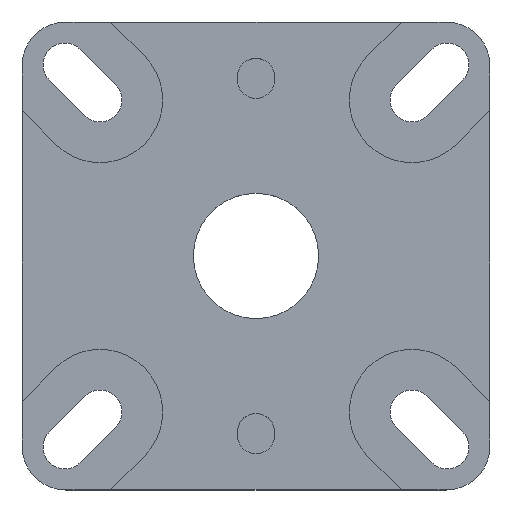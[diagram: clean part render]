
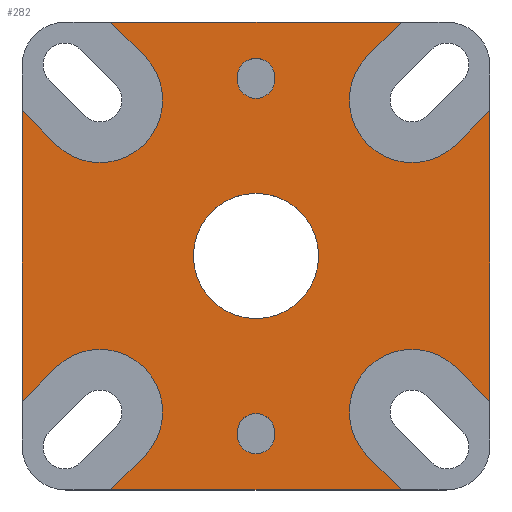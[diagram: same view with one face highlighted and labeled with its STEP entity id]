
A CAD part, top view. The second image highlights one B-rep face of the part: STEP entity #282.
In plain terms, the highlighted planar face has unit normal (0, 0, 1).
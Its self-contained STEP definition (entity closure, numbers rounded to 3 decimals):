
#282=ADVANCED_FACE('',(#477,#478,#479,#480),#372,.T.);
#372=PLANE('',#2644);
#477=FACE_BOUND('',#573,.T.);
#478=FACE_BOUND('',#574,.T.);
#479=FACE_BOUND('',#575,.T.);
#480=FACE_BOUND('',#576,.T.);
#573=EDGE_LOOP('',(#1167));
#574=EDGE_LOOP('',(#1168,#1169,#1170,#1171));
#575=EDGE_LOOP('',(#1172,#1173,#1174,#1175,#1176,#1177,#1178,#1179,#1180,
#1181,#1182,#1183,#1184,#1185,#1186,#1187));
#576=EDGE_LOOP('',(#1188,#1189,#1190,#1191));
#634=CIRCLE('',#2520,10.);
#648=CIRCLE('',#2541,3.);
#650=CIRCLE('',#2544,3.);
#680=CIRCLE('',#2628,3.);
#682=CIRCLE('',#2632,3.);
#684=CIRCLE('',#2640,10.);
#685=CIRCLE('',#2641,10.);
#686=CIRCLE('',#2642,10.);
#687=CIRCLE('',#2643,10.);
#1167=ORIENTED_EDGE('',*,*,#1691,.T.);
#1168=ORIENTED_EDGE('',*,*,#1915,.T.);
#1169=ORIENTED_EDGE('',*,*,#1743,.F.);
#1170=ORIENTED_EDGE('',*,*,#1737,.F.);
#1171=ORIENTED_EDGE('',*,*,#1741,.F.);
#1172=ORIENTED_EDGE('',*,*,#1921,.T.);
#1173=ORIENTED_EDGE('',*,*,#1848,.F.);
#1174=ORIENTED_EDGE('',*,*,#1922,.T.);
#1175=ORIENTED_EDGE('',*,*,#1923,.T.);
#1176=ORIENTED_EDGE('',*,*,#1924,.T.);
#1177=ORIENTED_EDGE('',*,*,#1842,.F.);
#1178=ORIENTED_EDGE('',*,*,#1925,.T.);
#1179=ORIENTED_EDGE('',*,*,#1926,.T.);
#1180=ORIENTED_EDGE('',*,*,#1927,.T.);
#1181=ORIENTED_EDGE('',*,*,#1713,.T.);
#1182=ORIENTED_EDGE('',*,*,#1918,.T.);
#1183=ORIENTED_EDGE('',*,*,#1928,.T.);
#1184=ORIENTED_EDGE('',*,*,#1919,.T.);
#1185=ORIENTED_EDGE('',*,*,#1722,.T.);
#1186=ORIENTED_EDGE('',*,*,#1929,.T.);
#1187=ORIENTED_EDGE('',*,*,#1930,.T.);
#1188=ORIENTED_EDGE('',*,*,#1903,.T.);
#1189=ORIENTED_EDGE('',*,*,#1907,.T.);
#1190=ORIENTED_EDGE('',*,*,#1910,.T.);
#1191=ORIENTED_EDGE('',*,*,#1913,.T.);
#1453=VERTEX_POINT('',#3458);
#1475=VERTEX_POINT('',#3505);
#1476=VERTEX_POINT('',#3506);
#1483=VERTEX_POINT('',#3522);
#1484=VERTEX_POINT('',#3524);
#1495=VERTEX_POINT('',#3551);
#1497=VERTEX_POINT('',#3554);
#1499=VERTEX_POINT('',#3560);
#1501=VERTEX_POINT('',#3566);
#1588=VERTEX_POINT('',#4447);
#1589=VERTEX_POINT('',#4448);
#1591=VERTEX_POINT('',#4458);
#1592=VERTEX_POINT('',#4459);
#1599=VERTEX_POINT('',#4773);
#1600=VERTEX_POINT('',#4774);
#1603=VERTEX_POINT('',#4782);
#1605=VERTEX_POINT('',#4788);
#1607=VERTEX_POINT('',#4802);
#1608=VERTEX_POINT('',#4806);
#1609=VERTEX_POINT('',#4810);
#1610=VERTEX_POINT('',#4812);
#1611=VERTEX_POINT('',#4814);
#1612=VERTEX_POINT('',#4817);
#1613=VERTEX_POINT('',#4819);
#1614=VERTEX_POINT('',#4823);
#1691=EDGE_CURVE('',#1453,#1453,#634,.T.);
#1713=EDGE_CURVE('',#1475,#1476,#2048,.T.);
#1722=EDGE_CURVE('',#1484,#1483,#2057,.T.);
#1737=EDGE_CURVE('',#1495,#1497,#2068,.T.);
#1741=EDGE_CURVE('',#1499,#1495,#648,.T.);
#1743=EDGE_CURVE('',#1497,#1501,#650,.T.);
#1842=EDGE_CURVE('',#1588,#1589,#2100,.T.);
#1848=EDGE_CURVE('',#1591,#1592,#2106,.T.);
#1903=EDGE_CURVE('',#1599,#1600,#2154,.T.);
#1907=EDGE_CURVE('',#1600,#1603,#680,.T.);
#1910=EDGE_CURVE('',#1603,#1605,#2159,.T.);
#1913=EDGE_CURVE('',#1605,#1599,#682,.T.);
#1915=EDGE_CURVE('',#1499,#1501,#2162,.T.);
#1918=EDGE_CURVE('',#1476,#1607,#2165,.T.);
#1919=EDGE_CURVE('',#1608,#1484,#2166,.T.);
#1921=EDGE_CURVE('',#1609,#1592,#2168,.T.);
#1922=EDGE_CURVE('',#1591,#1610,#2169,.T.);
#1923=EDGE_CURVE('',#1610,#1611,#684,.T.);
#1924=EDGE_CURVE('',#1611,#1589,#2170,.T.);
#1925=EDGE_CURVE('',#1588,#1612,#2171,.T.);
#1926=EDGE_CURVE('',#1612,#1613,#685,.T.);
#1927=EDGE_CURVE('',#1613,#1475,#2172,.T.);
#1928=EDGE_CURVE('',#1607,#1608,#686,.T.);
#1929=EDGE_CURVE('',#1483,#1614,#2173,.T.);
#1930=EDGE_CURVE('',#1614,#1609,#687,.T.);
#2048=LINE('',#3504,#2282);
#2057=LINE('',#3523,#2291);
#2068=LINE('',#3553,#2302);
#2100=LINE('',#4446,#2334);
#2106=LINE('',#4457,#2340);
#2154=LINE('',#4772,#2388);
#2159=LINE('',#4787,#2393);
#2162=LINE('',#4797,#2396);
#2165=LINE('',#4803,#2399);
#2166=LINE('',#4805,#2400);
#2168=LINE('',#4809,#2402);
#2169=LINE('',#4811,#2403);
#2170=LINE('',#4815,#2404);
#2171=LINE('',#4816,#2405);
#2172=LINE('',#4820,#2406);
#2173=LINE('',#4822,#2407);
#2282=VECTOR('',#2794,1.);
#2291=VECTOR('',#2805,1.);
#2302=VECTOR('',#2828,1.);
#2334=VECTOR('',#2928,1.);
#2340=VECTOR('',#2938,1.);
#2388=VECTOR('',#3088,1.);
#2393=VECTOR('',#3101,1.);
#2396=VECTOR('',#3114,1.);
#2399=VECTOR('',#3121,1.);
#2400=VECTOR('',#3124,1.);
#2402=VECTOR('',#3128,1.);
#2403=VECTOR('',#3129,1.);
#2404=VECTOR('',#3132,1.);
#2405=VECTOR('',#3133,1.);
#2406=VECTOR('',#3136,1.);
#2407=VECTOR('',#3139,1.);
#2520=AXIS2_PLACEMENT_3D('',#3457,#2756,#2757);
#2541=AXIS2_PLACEMENT_3D('',#3562,#2834,#2835);
#2544=AXIS2_PLACEMENT_3D('',#3565,#2840,#2841);
#2628=AXIS2_PLACEMENT_3D('',#4781,#3094,#3095);
#2632=AXIS2_PLACEMENT_3D('',#4793,#3106,#3107);
#2640=AXIS2_PLACEMENT_3D('',#4813,#3130,#3131);
#2641=AXIS2_PLACEMENT_3D('',#4818,#3134,#3135);
#2642=AXIS2_PLACEMENT_3D('',#4821,#3137,#3138);
#2643=AXIS2_PLACEMENT_3D('',#4824,#3140,#3141);
#2644=AXIS2_PLACEMENT_3D('',#4825,#3142,#3143);
#2756=DIRECTION('',(0.,0.,-1.));
#2757=DIRECTION('',(0.,1.,0.));
#2794=DIRECTION('',(0.,-1.,0.));
#2805=DIRECTION('',(1.,0.,0.));
#2828=DIRECTION('',(0.,-1.,0.));
#2834=DIRECTION('',(0.,0.,1.));
#2835=DIRECTION('',(0.,-1.,0.));
#2840=DIRECTION('',(0.,0.,1.));
#2841=DIRECTION('',(0.,-1.,0.));
#2928=DIRECTION('',(1.,0.,0.));
#2938=DIRECTION('',(0.,-1.,0.));
#3088=DIRECTION('',(0.,-1.,0.));
#3094=DIRECTION('',(0.,0.,-1.));
#3095=DIRECTION('',(0.,1.,0.));
#3101=DIRECTION('',(0.,1.,0.));
#3106=DIRECTION('',(0.,0.,-1.));
#3107=DIRECTION('',(0.,1.,0.));
#3114=DIRECTION('',(0.,-1.,0.));
#3121=DIRECTION('',(0.707,0.707,0.));
#3124=DIRECTION('',(-0.707,-0.707,0.));
#3128=DIRECTION('',(0.707,-0.707,0.));
#3129=DIRECTION('',(-0.707,-0.707,0.));
#3130=DIRECTION('',(0.,0.,-1.));
#3131=DIRECTION('',(-1.,0.,0.));
#3132=DIRECTION('',(0.707,0.707,0.));
#3133=DIRECTION('',(0.707,-0.707,0.));
#3134=DIRECTION('',(0.,0.,-1.));
#3135=DIRECTION('',(0.,-1.,0.));
#3136=DIRECTION('',(-0.707,0.707,0.));
#3137=DIRECTION('',(0.,0.,-1.));
#3138=DIRECTION('',(1.,0.,0.));
#3139=DIRECTION('',(-0.707,0.707,0.));
#3140=DIRECTION('',(0.,0.,-1.));
#3141=DIRECTION('',(0.,1.,0.));
#3142=DIRECTION('',(0.,0.,1.));
#3143=DIRECTION('',(0.,-1.,0.));
#3457=CARTESIAN_POINT('',(0.,0.,38.5));
#3458=CARTESIAN_POINT('',(0.,10.,38.5));
#3504=CARTESIAN_POINT('',(-37.35,-30.35,38.5));
#3505=CARTESIAN_POINT('',(-37.35,23.208,38.5));
#3506=CARTESIAN_POINT('',(-37.35,-23.208,38.5));
#3522=CARTESIAN_POINT('',(23.208,-37.35,38.5));
#3523=CARTESIAN_POINT('',(0.,-37.35,38.5));
#3524=CARTESIAN_POINT('',(-23.208,-37.35,38.5));
#3551=CARTESIAN_POINT('',(-3.,-28.15,38.5));
#3553=CARTESIAN_POINT('',(-3.,-28.55,38.5));
#3554=CARTESIAN_POINT('',(-3.,-28.55,38.5));
#3560=CARTESIAN_POINT('',(3.,-28.15,38.5));
#3562=CARTESIAN_POINT('',(0.,-28.15,38.5));
#3565=CARTESIAN_POINT('',(0.,-28.55,38.5));
#3566=CARTESIAN_POINT('',(3.,-28.55,38.5));
#4446=CARTESIAN_POINT('',(-30.35,37.35,38.5));
#4447=CARTESIAN_POINT('',(-23.208,37.35,38.5));
#4448=CARTESIAN_POINT('',(23.208,37.35,38.5));
#4457=CARTESIAN_POINT('',(37.35,0.,38.5));
#4458=CARTESIAN_POINT('',(37.35,23.208,38.5));
#4459=CARTESIAN_POINT('',(37.35,-23.208,38.5));
#4772=CARTESIAN_POINT('',(3.,28.55,38.5));
#4773=CARTESIAN_POINT('',(3.,28.55,38.5));
#4774=CARTESIAN_POINT('',(3.,28.15,38.5));
#4781=CARTESIAN_POINT('',(0.,28.15,38.5));
#4782=CARTESIAN_POINT('',(-3.,28.15,38.5));
#4787=CARTESIAN_POINT('',(-3.,28.15,38.5));
#4788=CARTESIAN_POINT('',(-3.,28.55,38.5));
#4793=CARTESIAN_POINT('',(0.,28.55,38.5));
#4797=CARTESIAN_POINT('',(3.,-28.15,38.5));
#4802=CARTESIAN_POINT('',(-31.971,-17.829,38.5));
#4803=CARTESIAN_POINT('',(-31.971,-17.829,38.5));
#4805=CARTESIAN_POINT('',(-45.858,-60.,38.5));
#4806=CARTESIAN_POINT('',(-17.829,-31.971,38.5));
#4809=CARTESIAN_POINT('',(31.971,-17.829,38.5));
#4810=CARTESIAN_POINT('',(31.971,-17.829,38.5));
#4811=CARTESIAN_POINT('',(60.,45.858,38.5));
#4812=CARTESIAN_POINT('',(31.971,17.829,38.5));
#4813=CARTESIAN_POINT('',(24.9,24.9,38.5));
#4814=CARTESIAN_POINT('',(17.829,31.971,38.5));
#4815=CARTESIAN_POINT('',(17.829,31.971,38.5));
#4816=CARTESIAN_POINT('',(-45.858,60.,38.5));
#4817=CARTESIAN_POINT('',(-17.829,31.971,38.5));
#4818=CARTESIAN_POINT('',(-24.9,24.9,38.5));
#4819=CARTESIAN_POINT('',(-31.971,17.829,38.5));
#4820=CARTESIAN_POINT('',(-31.971,17.829,38.5));
#4821=CARTESIAN_POINT('',(-24.9,-24.9,38.5));
#4822=CARTESIAN_POINT('',(45.858,-60.,38.5));
#4823=CARTESIAN_POINT('',(17.829,-31.971,38.5));
#4824=CARTESIAN_POINT('',(24.9,-24.9,38.5));
#4825=CARTESIAN_POINT('',(-24.9,-24.9,38.5));
